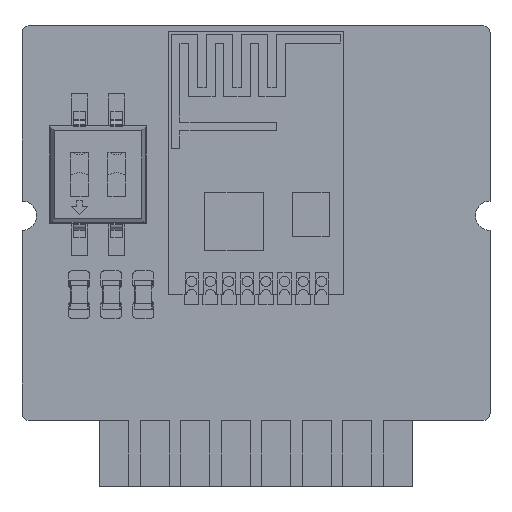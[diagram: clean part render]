
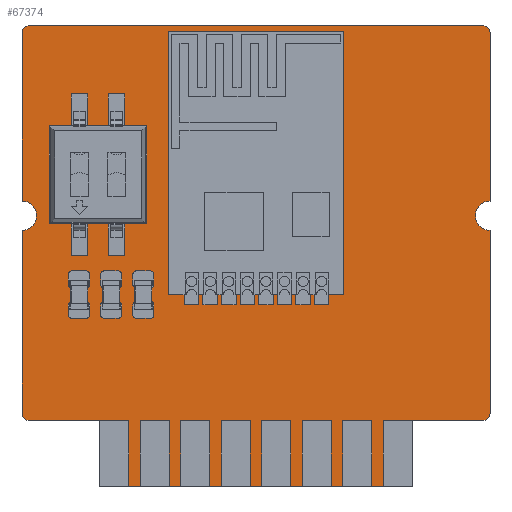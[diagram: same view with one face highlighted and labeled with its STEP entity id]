
A CAD part, top view. The second image highlights one B-rep face of the part: STEP entity #67374.
In plain terms, the highlighted planar face has unit normal (0, 0, 1).
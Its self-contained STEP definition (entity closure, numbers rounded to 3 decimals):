
#67159 = VERTEX_POINT('',#67160);
#67160 = CARTESIAN_POINT('',(15.5,15.755,1.11));
#67166 = EDGE_CURVE('',#67159,#67167,#67169,.T.);
#67167 = VERTEX_POINT('',#67168);
#67168 = CARTESIAN_POINT('',(16.,15.255,1.11));
#67169 = CIRCLE('',#67170,0.5);
#67170 = AXIS2_PLACEMENT_3D('',#67171,#67172,#67173);
#67171 = CARTESIAN_POINT('',(15.5,15.255,1.11));
#67172 = DIRECTION('',(0.,0.,-1.));
#67173 = DIRECTION('',(0.,1.,0.));
#67201 = VERTEX_POINT('',#67202);
#67202 = CARTESIAN_POINT('',(-15.5,15.755,1.11));
#67208 = EDGE_CURVE('',#67201,#67159,#67209,.T.);
#67209 = LINE('',#67210,#67211);
#67210 = CARTESIAN_POINT('',(-15.5,15.755,1.11));
#67211 = VECTOR('',#67212,1.);
#67212 = DIRECTION('',(1.,0.,0.));
#67230 = EDGE_CURVE('',#67167,#67231,#67233,.T.);
#67231 = VERTEX_POINT('',#67232);
#67232 = CARTESIAN_POINT('',(16.,3.755,1.11));
#67233 = LINE('',#67234,#67235);
#67234 = CARTESIAN_POINT('',(16.,15.255,1.11));
#67235 = VECTOR('',#67236,1.);
#67236 = DIRECTION('',(0.,-1.,0.));
#67374 = ADVANCED_FACE('',(#67375),#67487,.T.);
#67375 = FACE_BOUND('',#67376,.T.);
#67376 = EDGE_LOOP('',(#67377,#67378,#67379,#67388,#67396,#67405,#67413,
    #67422,#67430,#67438,#67446,#67454,#67462,#67471,#67479,#67486));
#67377 = ORIENTED_EDGE('',*,*,#67166,.F.);
#67378 = ORIENTED_EDGE('',*,*,#67208,.F.);
#67379 = ORIENTED_EDGE('',*,*,#67380,.F.);
#67380 = EDGE_CURVE('',#67381,#67201,#67383,.T.);
#67381 = VERTEX_POINT('',#67382);
#67382 = CARTESIAN_POINT('',(-16.,15.255,1.11));
#67383 = CIRCLE('',#67384,0.5);
#67384 = AXIS2_PLACEMENT_3D('',#67385,#67386,#67387);
#67385 = CARTESIAN_POINT('',(-15.5,15.255,1.11));
#67386 = DIRECTION('',(0.,0.,-1.));
#67387 = DIRECTION('',(-1.,0.,0.));
#67388 = ORIENTED_EDGE('',*,*,#67389,.F.);
#67389 = EDGE_CURVE('',#67390,#67381,#67392,.T.);
#67390 = VERTEX_POINT('',#67391);
#67391 = CARTESIAN_POINT('',(-16.,3.755,1.11));
#67392 = LINE('',#67393,#67394);
#67393 = CARTESIAN_POINT('',(-16.,3.755,1.11));
#67394 = VECTOR('',#67395,1.);
#67395 = DIRECTION('',(0.,1.,0.));
#67396 = ORIENTED_EDGE('',*,*,#67397,.T.);
#67397 = EDGE_CURVE('',#67390,#67398,#67400,.T.);
#67398 = VERTEX_POINT('',#67399);
#67399 = CARTESIAN_POINT('',(-16.,1.755,1.11));
#67400 = CIRCLE('',#67401,1.);
#67401 = AXIS2_PLACEMENT_3D('',#67402,#67403,#67404);
#67402 = CARTESIAN_POINT('',(-16.,2.755,1.11));
#67403 = DIRECTION('',(-0.,0.,-1.));
#67404 = DIRECTION('',(-0.,-1.,0.));
#67405 = ORIENTED_EDGE('',*,*,#67406,.F.);
#67406 = EDGE_CURVE('',#67407,#67398,#67409,.T.);
#67407 = VERTEX_POINT('',#67408);
#67408 = CARTESIAN_POINT('',(-16.,-10.745,1.11));
#67409 = LINE('',#67410,#67411);
#67410 = CARTESIAN_POINT('',(-16.,-10.745,1.11));
#67411 = VECTOR('',#67412,1.);
#67412 = DIRECTION('',(0.,1.,0.));
#67413 = ORIENTED_EDGE('',*,*,#67414,.F.);
#67414 = EDGE_CURVE('',#67415,#67407,#67417,.T.);
#67415 = VERTEX_POINT('',#67416);
#67416 = CARTESIAN_POINT('',(-15.5,-11.245,1.11));
#67417 = CIRCLE('',#67418,0.5);
#67418 = AXIS2_PLACEMENT_3D('',#67419,#67420,#67421);
#67419 = CARTESIAN_POINT('',(-15.5,-10.745,1.11));
#67420 = DIRECTION('',(0.,0.,-1.));
#67421 = DIRECTION('',(0.,-1.,-0.));
#67422 = ORIENTED_EDGE('',*,*,#67423,.F.);
#67423 = EDGE_CURVE('',#67424,#67415,#67426,.T.);
#67424 = VERTEX_POINT('',#67425);
#67425 = CARTESIAN_POINT('',(-10.7,-11.245,1.11));
#67426 = LINE('',#67427,#67428);
#67427 = CARTESIAN_POINT('',(-10.7,-11.245,1.11));
#67428 = VECTOR('',#67429,1.);
#67429 = DIRECTION('',(-1.,0.,0.));
#67430 = ORIENTED_EDGE('',*,*,#67431,.F.);
#67431 = EDGE_CURVE('',#67432,#67424,#67434,.T.);
#67432 = VERTEX_POINT('',#67433);
#67433 = CARTESIAN_POINT('',(-10.7,-15.755,1.11));
#67434 = LINE('',#67435,#67436);
#67435 = CARTESIAN_POINT('',(-10.7,-15.755,1.11));
#67436 = VECTOR('',#67437,1.);
#67437 = DIRECTION('',(0.,1.,0.));
#67438 = ORIENTED_EDGE('',*,*,#67439,.F.);
#67439 = EDGE_CURVE('',#67440,#67432,#67442,.T.);
#67440 = VERTEX_POINT('',#67441);
#67441 = CARTESIAN_POINT('',(10.7,-15.755,1.11));
#67442 = LINE('',#67443,#67444);
#67443 = CARTESIAN_POINT('',(10.7,-15.755,1.11));
#67444 = VECTOR('',#67445,1.);
#67445 = DIRECTION('',(-1.,0.,0.));
#67446 = ORIENTED_EDGE('',*,*,#67447,.F.);
#67447 = EDGE_CURVE('',#67448,#67440,#67450,.T.);
#67448 = VERTEX_POINT('',#67449);
#67449 = CARTESIAN_POINT('',(10.7,-11.245,1.11));
#67450 = LINE('',#67451,#67452);
#67451 = CARTESIAN_POINT('',(10.7,-11.245,1.11));
#67452 = VECTOR('',#67453,1.);
#67453 = DIRECTION('',(0.,-1.,0.));
#67454 = ORIENTED_EDGE('',*,*,#67455,.F.);
#67455 = EDGE_CURVE('',#67456,#67448,#67458,.T.);
#67456 = VERTEX_POINT('',#67457);
#67457 = CARTESIAN_POINT('',(15.5,-11.245,1.11));
#67458 = LINE('',#67459,#67460);
#67459 = CARTESIAN_POINT('',(15.5,-11.245,1.11));
#67460 = VECTOR('',#67461,1.);
#67461 = DIRECTION('',(-1.,0.,0.));
#67462 = ORIENTED_EDGE('',*,*,#67463,.F.);
#67463 = EDGE_CURVE('',#67464,#67456,#67466,.T.);
#67464 = VERTEX_POINT('',#67465);
#67465 = CARTESIAN_POINT('',(16.,-10.745,1.11));
#67466 = CIRCLE('',#67467,0.5);
#67467 = AXIS2_PLACEMENT_3D('',#67468,#67469,#67470);
#67468 = CARTESIAN_POINT('',(15.5,-10.745,1.11));
#67469 = DIRECTION('',(0.,0.,-1.));
#67470 = DIRECTION('',(1.,0.,0.));
#67471 = ORIENTED_EDGE('',*,*,#67472,.F.);
#67472 = EDGE_CURVE('',#67473,#67464,#67475,.T.);
#67473 = VERTEX_POINT('',#67474);
#67474 = CARTESIAN_POINT('',(16.,1.755,1.11));
#67475 = LINE('',#67476,#67477);
#67476 = CARTESIAN_POINT('',(16.,3.755,1.11));
#67477 = VECTOR('',#67478,1.);
#67478 = DIRECTION('',(0.,-1.,0.));
#67479 = ORIENTED_EDGE('',*,*,#67480,.T.);
#67480 = EDGE_CURVE('',#67473,#67231,#67481,.T.);
#67481 = CIRCLE('',#67482,1.);
#67482 = AXIS2_PLACEMENT_3D('',#67483,#67484,#67485);
#67483 = CARTESIAN_POINT('',(16.,2.755,1.11));
#67484 = DIRECTION('',(-0.,0.,-1.));
#67485 = DIRECTION('',(-0.,-1.,0.));
#67486 = ORIENTED_EDGE('',*,*,#67230,.F.);
#67487 = PLANE('',#67488);
#67488 = AXIS2_PLACEMENT_3D('',#67489,#67490,#67491);
#67489 = CARTESIAN_POINT('',(0.,0.,1.11));
#67490 = DIRECTION('',(0.,0.,1.));
#67491 = DIRECTION('',(1.,0.,-0.));
